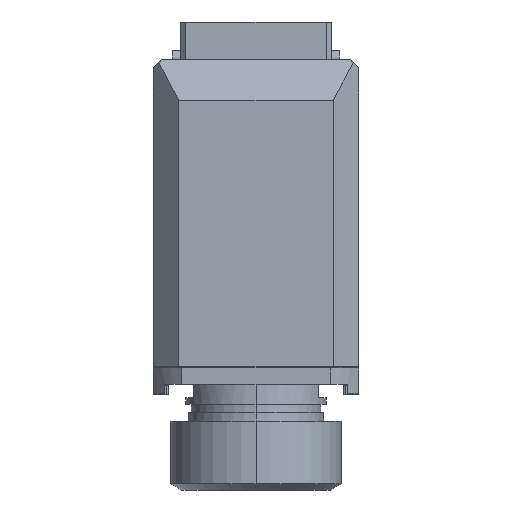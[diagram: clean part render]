
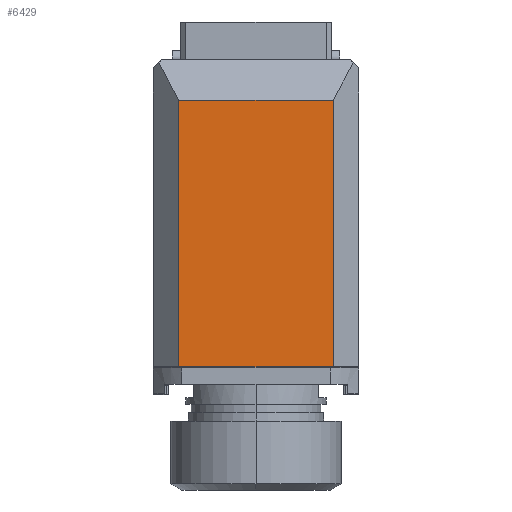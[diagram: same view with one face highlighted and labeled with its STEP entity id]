
A CAD part, left-side view. The second image highlights one B-rep face of the part: STEP entity #6429.
In plain terms, the highlighted planar face has unit normal (-1, 0, 0).
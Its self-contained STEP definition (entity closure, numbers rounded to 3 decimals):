
#1087=DIRECTION('',(0.,-1.,0.));
#1088=VECTOR('',#1087,57.);
#1089=CARTESIAN_POINT('',(-105.,28.5,40.5));
#1090=LINE('',#1089,#1088);
#1091=DIRECTION('',(0.,0.,-1.));
#1092=VECTOR('',#1091,98.5);
#1093=CARTESIAN_POINT('',(-105.,-28.5,40.5));
#1094=LINE('',#1093,#1092);
#1095=DIRECTION('',(0.,1.,0.));
#1096=VECTOR('',#1095,57.);
#1097=CARTESIAN_POINT('',(-105.,-28.5,-58.));
#1098=LINE('',#1097,#1096);
#1099=DIRECTION('',(0.,0.,-1.));
#1100=VECTOR('',#1099,98.5);
#1101=CARTESIAN_POINT('',(-105.,28.5,40.5));
#1102=LINE('',#1101,#1100);
#4641=CARTESIAN_POINT('',(-105.,-28.5,-58.));
#4643=VERTEX_POINT('',#4641);
#4645=CARTESIAN_POINT('',(-105.,28.5,-58.));
#4647=VERTEX_POINT('',#4645);
#4664=CARTESIAN_POINT('',(-105.,28.5,40.5));
#4665=CARTESIAN_POINT('',(-105.,-28.5,40.5));
#4666=VERTEX_POINT('',#4664);
#4667=VERTEX_POINT('',#4665);
#6416=CARTESIAN_POINT('',(-105.,0.,0.));
#6417=DIRECTION('',(1.,0.,0.));
#6418=DIRECTION('',(0.,-1.,0.));
#6419=AXIS2_PLACEMENT_3D('',#6416,#6417,#6418);
#6420=PLANE('',#6419);
#6421=ORIENTED_EDGE('',*,*,#6394,.T.);
#6423=ORIENTED_EDGE('',*,*,#6422,.T.);
#6425=ORIENTED_EDGE('',*,*,#6424,.T.);
#6426=ORIENTED_EDGE('',*,*,#6405,.F.);
#6427=EDGE_LOOP('',(#6421,#6423,#6425,#6426));
#6428=FACE_OUTER_BOUND('',#6427,.F.);
#6429=ADVANCED_FACE('',(#6428),#6420,.F.);
#6394=EDGE_CURVE('',#4666,#4667,#1090,.T.);
#6405=EDGE_CURVE('',#4666,#4647,#1102,.T.);
#6422=EDGE_CURVE('',#4667,#4643,#1094,.T.);
#6424=EDGE_CURVE('',#4643,#4647,#1098,.T.);
